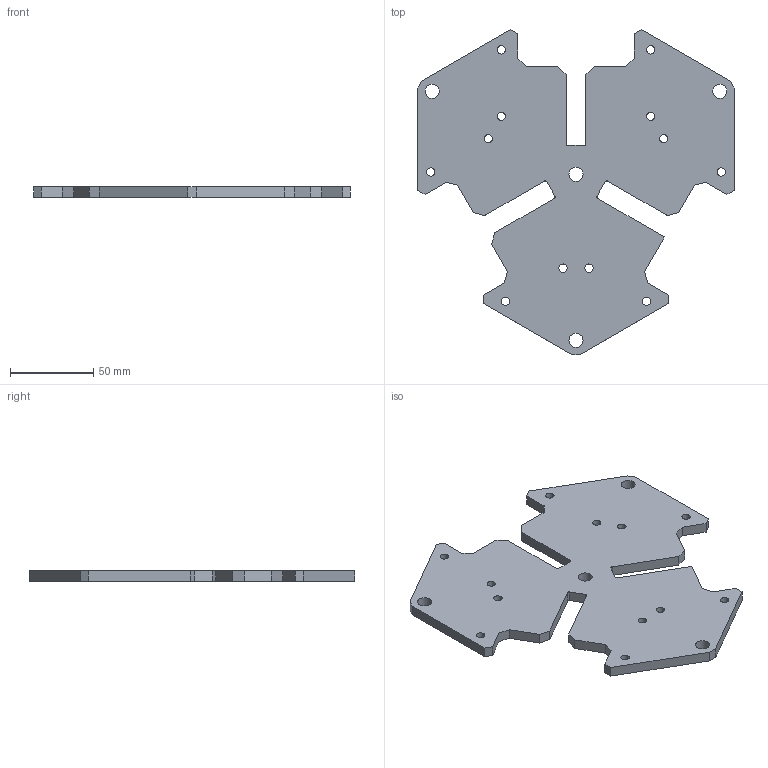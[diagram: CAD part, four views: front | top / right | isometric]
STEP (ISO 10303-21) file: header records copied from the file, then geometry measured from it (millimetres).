
FILE_DESCRIPTION(/* description */ ('Alibre Inc.'),/* implementation_level */ '2;1');
FILE_NAME(/* name */ 'export0',/* time_stamp */ '2015-07-05T23:04:25+12:00',/* author */ (''),/* organization */ (''),/* preprocessor_version */ 'ST-DEVELOPER v14',/* originating_system */ 'Alibre',/* authorisation */ '');
FILE_SCHEMA (('CONFIG_CONTROL_DESIGN'));
Length unit declared in the file: centimetre
Products named in the file (1): ID_1
Bounding box: 190.53 x 195.79 x 6.35 mm (x, y, z)
Volume: 138894.3 mm3; surface area: 51933.8 mm2
Topology: 1 solids, 1 shells, 71 faces, 207 edges, 138 vertices
Faces by surface type: plane 49, cylinder 22
Full cylindrical faces by diameter (mm): 5 x12, 8.5 x4
Entity records: 2353 total; most frequent: CARTESIAN_POINT 397, ORIENTED_EDGE 382, DIRECTION 325, EDGE_CURVE 191, VECTOR 147, LINE 147, VERTEX_POINT 138, EDGE_LOOP 119
